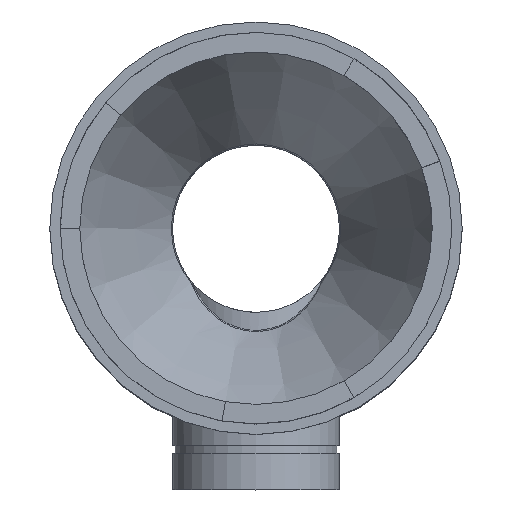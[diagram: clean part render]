
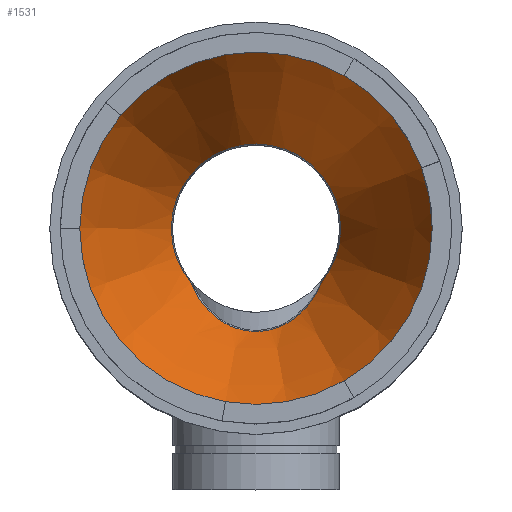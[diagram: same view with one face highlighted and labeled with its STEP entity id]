
A CAD part, top view. The second image highlights one B-rep face of the part: STEP entity #1531.
In plain terms, the highlighted conical face has half-angle 24.489 degrees and reference radius 53.75 mm.
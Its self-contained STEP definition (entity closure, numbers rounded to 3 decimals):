
#81=CONICAL_SURFACE('',#1644,53.75,0.427);
#108=FACE_OUTER_BOUND('',#199,.T.);
#199=EDGE_LOOP('',(#1031,#1032,#1033,#1034,#1035,#1036));
#292=CIRCLE('',#1640,75.05);
#296=CIRCLE('',#1645,32.45);
#297=CIRCLE('',#1646,32.45);
#388=B_SPLINE_CURVE_WITH_KNOTS('',3,(#2455,#2456,#2457,#2458,#2459,#2460,
#2461,#2462,#2463,#2464,#2465,#2466,#2467),.UNSPECIFIED.,.F.,.F.,(4,1,1,
1,1,1,1,1,1,1,4),(-30.776,-30.037,-28.714,
-27.832,-27.391,-26.509,-26.068,
-25.406,-24.744,-23.421,-22.682),
 .UNSPECIFIED.);
#453=LINE('',#2469,#530);
#530=VECTOR('',#1840,53.75);
#614=VERTEX_POINT('',#2443);
#617=VERTEX_POINT('',#2451);
#618=VERTEX_POINT('',#2452);
#619=VERTEX_POINT('',#2454);
#776=EDGE_CURVE('',#614,#614,#292,.T.);
#780=EDGE_CURVE('',#617,#618,#296,.T.);
#781=EDGE_CURVE('',#619,#617,#388,.T.);
#782=EDGE_CURVE('',#618,#619,#297,.T.);
#783=EDGE_CURVE('',#618,#614,#453,.T.);
#1031=ORIENTED_EDGE('',*,*,#780,.F.);
#1032=ORIENTED_EDGE('',*,*,#781,.F.);
#1033=ORIENTED_EDGE('',*,*,#782,.F.);
#1034=ORIENTED_EDGE('',*,*,#783,.T.);
#1035=ORIENTED_EDGE('',*,*,#776,.F.);
#1036=ORIENTED_EDGE('',*,*,#783,.F.);
#1531=ADVANCED_FACE('',(#108),#81,.F.);
#1640=AXIS2_PLACEMENT_3D('',#2444,#1826,#1827);
#1644=AXIS2_PLACEMENT_3D('',#2450,#1834,#1835);
#1645=AXIS2_PLACEMENT_3D('',#2453,#1836,#1837);
#1646=AXIS2_PLACEMENT_3D('',#2468,#1838,#1839);
#1826=DIRECTION('center_axis',(0.,0.,-1.));
#1827=DIRECTION('ref_axis',(1.,0.,0.));
#1834=DIRECTION('center_axis',(0.,0.,1.));
#1835=DIRECTION('ref_axis',(-1.,0.,0.));
#1836=DIRECTION('center_axis',(0.,0.,1.));
#1837=DIRECTION('ref_axis',(0.,1.,0.));
#1838=DIRECTION('center_axis',(0.,0.,1.));
#1839=DIRECTION('ref_axis',(0.,1.,0.));
#1840=DIRECTION('',(0.415,0.,0.91));
#2443=CARTESIAN_POINT('',(75.05,0.,189.513));
#2444=CARTESIAN_POINT('Origin',(0.,0.,189.513));
#2450=CARTESIAN_POINT('Origin',(0.,0.,142.75));
#2451=CARTESIAN_POINT('',(24.911,-20.797,95.984));
#2452=CARTESIAN_POINT('',(32.45,0.,95.987));
#2453=CARTESIAN_POINT('Origin',(0.,0.,95.987));
#2454=CARTESIAN_POINT('',(-24.91,-20.797,95.984));
#2455=CARTESIAN_POINT('Ctrl Pts',(-24.91,-20.798,95.984));
#2456=CARTESIAN_POINT('Ctrl Pts',(-24.218,-22.534,97.261));
#2457=CARTESIAN_POINT('Ctrl Pts',(-21.929,-27.211,100.89));
#2458=CARTESIAN_POINT('Ctrl Pts',(-17.034,-33.174,105.857));
#2459=CARTESIAN_POINT('Ctrl Pts',(-10.743,-37.098,109.224));
#2460=CARTESIAN_POINT('Ctrl Pts',(-4.659,-39.171,111.017));
#2461=CARTESIAN_POINT('Ctrl Pts',(0.691,-39.627,111.414));
#2462=CARTESIAN_POINT('Ctrl Pts',(6.527,-38.64,110.557));
#2463=CARTESIAN_POINT('Ctrl Pts',(11.305,-36.796,108.963));
#2464=CARTESIAN_POINT('Ctrl Pts',(17.398,-32.722,105.479));
#2465=CARTESIAN_POINT('Ctrl Pts',(21.931,-27.213,100.892));
#2466=CARTESIAN_POINT('Ctrl Pts',(24.219,-22.535,97.261));
#2467=CARTESIAN_POINT('Ctrl Pts',(24.91,-20.798,95.984));
#2468=CARTESIAN_POINT('Origin',(0.,0.,95.987));
#2469=CARTESIAN_POINT('',(53.75,0.,142.75));
